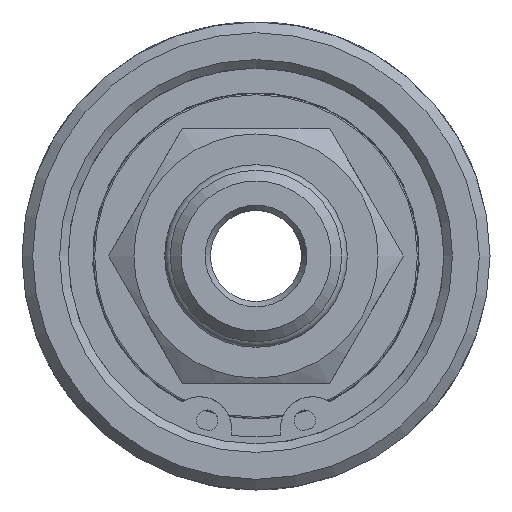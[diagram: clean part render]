
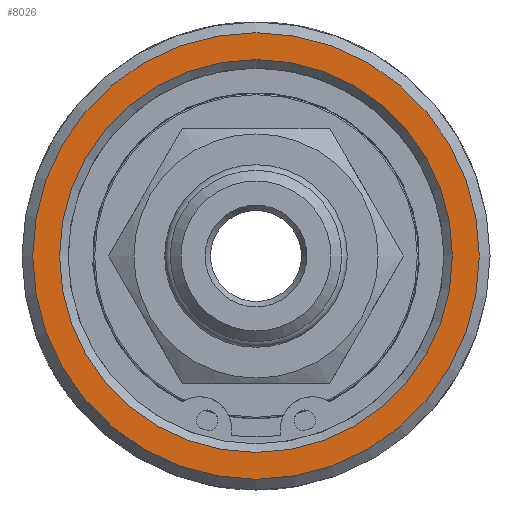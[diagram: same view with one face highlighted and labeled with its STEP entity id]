
A CAD part, left-side view. The second image highlights one B-rep face of the part: STEP entity #8026.
In plain terms, the highlighted planar face has unit normal (-1, 0, 0).
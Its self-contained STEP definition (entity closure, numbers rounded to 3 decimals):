
#1456=FACE_BOUND('',#2762,.T.);
#1659=CIRCLE('',#8581,18.34);
#1660=CIRCLE('',#8584,20.85);
#1851=PLANE('',#8583);
#2267=FACE_OUTER_BOUND('',#2761,.T.);
#2761=EDGE_LOOP('',(#7263));
#2762=EDGE_LOOP('',(#7264));
#3876=VERTEX_POINT('',#58951);
#3877=VERTEX_POINT('',#58957);
#5028=EDGE_CURVE('',#3876,#3876,#1659,.T.);
#5030=EDGE_CURVE('',#3877,#3877,#1660,.T.);
#7263=ORIENTED_EDGE('',*,*,#5030,.F.);
#7264=ORIENTED_EDGE('',*,*,#5028,.F.);
#8026=ADVANCED_FACE('',(#2267,#1456),#1851,.T.);
#8581=AXIS2_PLACEMENT_3D('',#58953,#10106,#10107);
#8583=AXIS2_PLACEMENT_3D('',#58956,#10111,#10112);
#8584=AXIS2_PLACEMENT_3D('',#58958,#10113,#10114);
#10106=DIRECTION('center_axis',(-1.,0.,0.));
#10107=DIRECTION('ref_axis',(0.,0.,-1.));
#10111=DIRECTION('center_axis',(-1.,0.,0.));
#10112=DIRECTION('ref_axis',(0.,0.,1.));
#10113=DIRECTION('center_axis',(1.,0.,0.));
#10114=DIRECTION('ref_axis',(0.,-1.,0.));
#58951=CARTESIAN_POINT('',(29.8,0.,18.34));
#58953=CARTESIAN_POINT('Origin',(29.8,0.,0.));
#58956=CARTESIAN_POINT('Origin',(29.8,0.,0.));
#58957=CARTESIAN_POINT('',(29.8,20.85,0.));
#58958=CARTESIAN_POINT('Origin',(29.8,0.,0.));
